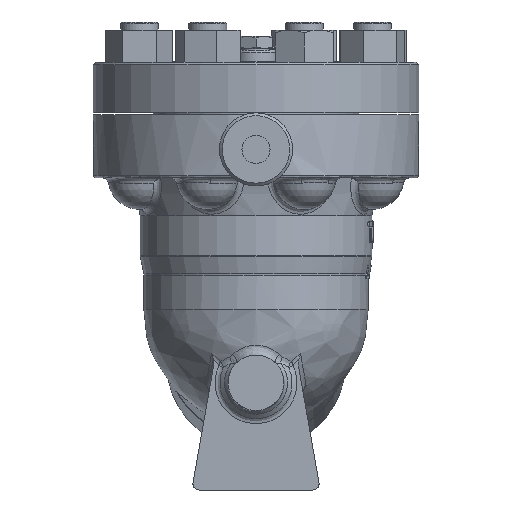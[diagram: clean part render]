
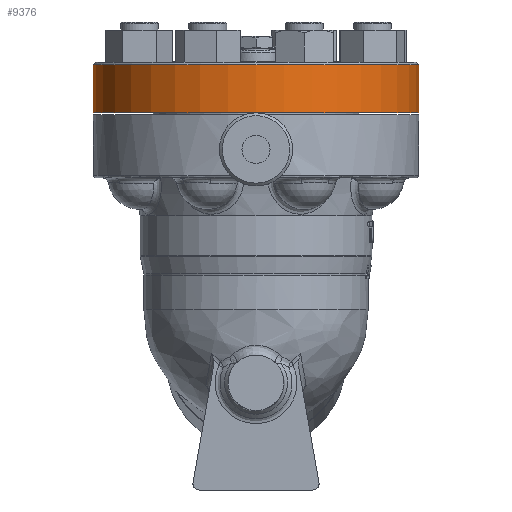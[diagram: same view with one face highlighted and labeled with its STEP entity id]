
A CAD part, left-side view. The second image highlights one B-rep face of the part: STEP entity #9376.
In plain terms, the highlighted cylindrical face has radius 129 mm (diameter 258 mm), a full revolution.
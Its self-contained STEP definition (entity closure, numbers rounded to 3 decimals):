
#9345=CARTESIAN_POINT('',(129.0,0.,89.5));
#9346=VERTEX_POINT('',#9345);
#9347=CARTESIAN_POINT('',(0.0,0.0,89.5));
#9348=DIRECTION('',(0.0,0.0,1.0));
#9349=DIRECTION('',(-1.0,0.0,0.0));
#9350=AXIS2_PLACEMENT_3D('',#9347,#9348,#9349);
#9351=CIRCLE('',#9350,129.0);
#9352=EDGE_CURVE('',#9346,#9346,#9351,.T.);
#9357=CARTESIAN_POINT('',(0.0,0.0,51.5));
#9358=DIRECTION('',(0.0,0.0,1.0));
#9359=DIRECTION('',(-1.0,0.0,0.0));
#9360=AXIS2_PLACEMENT_3D('',#9357,#9358,#9359);
#9361=CYLINDRICAL_SURFACE('',#9360,129.0);
#9362=CARTESIAN_POINT('',(129.0,0.,51.5));
#9363=VERTEX_POINT('',#9362);
#9364=CARTESIAN_POINT('',(0.0,0.0,51.5));
#9365=DIRECTION('',(0.0,0.0,-1.0));
#9366=DIRECTION('',(-1.0,0.0,0.0));
#9367=AXIS2_PLACEMENT_3D('',#9364,#9365,#9366);
#9368=CIRCLE('',#9367,129.0);
#9369=EDGE_CURVE('',#9363,#9363,#9368,.T.);
#9370=ORIENTED_EDGE('',*,*,#9369,.F.);
#9371=EDGE_LOOP('',(#9370));
#9372=FACE_OUTER_BOUND('',#9371,.T.);
#9373=ORIENTED_EDGE('',*,*,#9352,.F.);
#9374=EDGE_LOOP('',(#9373));
#9375=FACE_BOUND('',#9374,.T.);
#9376=ADVANCED_FACE('',(#9372,#9375),#9361,.T.);
